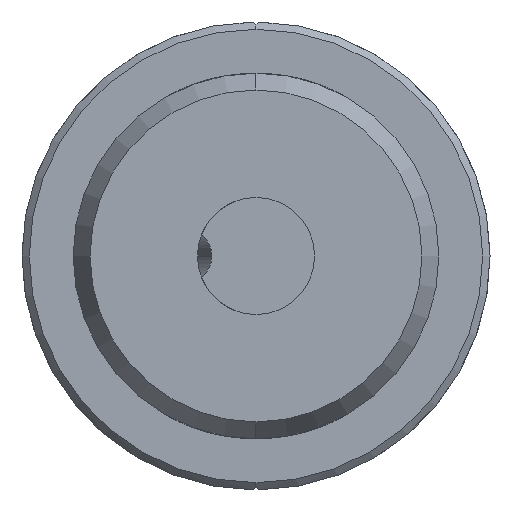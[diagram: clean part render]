
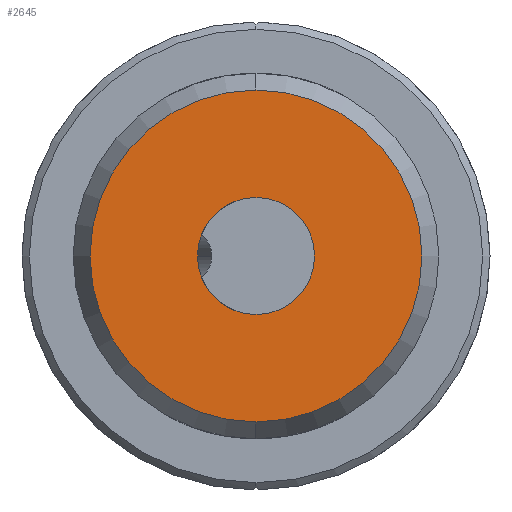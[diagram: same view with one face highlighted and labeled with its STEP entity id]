
A CAD part, left-side view. The second image highlights one B-rep face of the part: STEP entity #2645.
In plain terms, the highlighted planar face has unit normal (-1, 0, 0).
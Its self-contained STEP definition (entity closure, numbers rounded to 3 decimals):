
#54 = VERTEX_POINT ( 'NONE', #2751 ) ;
#207 = DIRECTION ( 'NONE',  ( 0., 0., -1. ) ) ;
#223 = EDGE_CURVE ( 'NONE', #54, #618, #2018, .T. ) ;
#232 = DIRECTION ( 'NONE',  ( 0., 0., -1. ) ) ;
#303 = AXIS2_PLACEMENT_3D ( 'NONE', #1643, #542, #3032 ) ;
#532 = CIRCLE ( 'NONE', #2554, 11.345 ) ;
#542 = DIRECTION ( 'NONE',  ( -1., 0., 0. ) ) ;
#618 = VERTEX_POINT ( 'NONE', #2644 ) ;
#817 = CIRCLE ( 'NONE', #2856, 4. ) ;
#861 = ORIENTED_EDGE ( 'NONE', *, *, #2141, .T. ) ;
#970 = VERTEX_POINT ( 'NONE', #3153 ) ;
#1032 = FACE_OUTER_BOUND ( 'NONE', #1558, .T. ) ;
#1186 = DIRECTION ( 'NONE',  ( -1., 0., 0. ) ) ;
#1212 = DIRECTION ( 'NONE',  ( 0., 0., -1. ) ) ;
#1309 = DIRECTION ( 'NONE',  ( 1., 0., 0. ) ) ;
#1337 = DIRECTION ( 'NONE',  ( -1., 0., 0. ) ) ;
#1399 = CIRCLE ( 'NONE', #303, 4. ) ;
#1504 = ORIENTED_EDGE ( 'NONE', *, *, #223, .T. ) ;
#1558 = EDGE_LOOP ( 'NONE', ( #861, #1504 ) ) ;
#1643 = CARTESIAN_POINT ( 'NONE',  ( -225., 0., 0. ) ) ;
#1830 = ORIENTED_EDGE ( 'NONE', *, *, #3381, .F. ) ;
#2010 = AXIS2_PLACEMENT_3D ( 'NONE', #3166, #2323, #1212 ) ;
#2018 = CIRCLE ( 'NONE', #2010, 11.345 ) ;
#2137 = FACE_BOUND ( 'NONE', #2429, .T. ) ;
#2141 = EDGE_CURVE ( 'NONE', #618, #54, #532, .T. ) ;
#2295 = DIRECTION ( 'NONE',  ( 0., 0., 1. ) ) ;
#2323 = DIRECTION ( 'NONE',  ( -1., 0., 0. ) ) ;
#2417 = CARTESIAN_POINT ( 'NONE',  ( -225., 12.5, 0. ) ) ;
#2429 = EDGE_LOOP ( 'NONE', ( #3367, #1830 ) ) ;
#2444 = CARTESIAN_POINT ( 'NONE',  ( -225., 0., 4. ) ) ;
#2447 = CARTESIAN_POINT ( 'NONE',  ( -225., 0., 0. ) ) ;
#2554 = AXIS2_PLACEMENT_3D ( 'NONE', #2447, #1337, #232 ) ;
#2558 = AXIS2_PLACEMENT_3D ( 'NONE', #2417, #1309, #207 ) ;
#2644 = CARTESIAN_POINT ( 'NONE',  ( -225., 0., -11.345 ) ) ;
#2645 = ADVANCED_FACE ( 'NONE', ( #2137, #1032 ), #3527, .F. ) ;
#2751 = CARTESIAN_POINT ( 'NONE',  ( -225., 0., 11.345 ) ) ;
#2821 = EDGE_CURVE ( 'NONE', #2890, #970, #1399, .T. ) ;
#2852 = CARTESIAN_POINT ( 'NONE',  ( -225., 0., 0. ) ) ;
#2856 = AXIS2_PLACEMENT_3D ( 'NONE', #2852, #1186, #2295 ) ;
#2890 = VERTEX_POINT ( 'NONE', #2444 ) ;
#3032 = DIRECTION ( 'NONE',  ( 0., 0., 1. ) ) ;
#3153 = CARTESIAN_POINT ( 'NONE',  ( -225., 0., -4. ) ) ;
#3166 = CARTESIAN_POINT ( 'NONE',  ( -225., 0., 0. ) ) ;
#3367 = ORIENTED_EDGE ( 'NONE', *, *, #2821, .F. ) ;
#3381 = EDGE_CURVE ( 'NONE', #970, #2890, #817, .T. ) ;
#3527 = PLANE ( 'NONE',  #2558 ) ;
